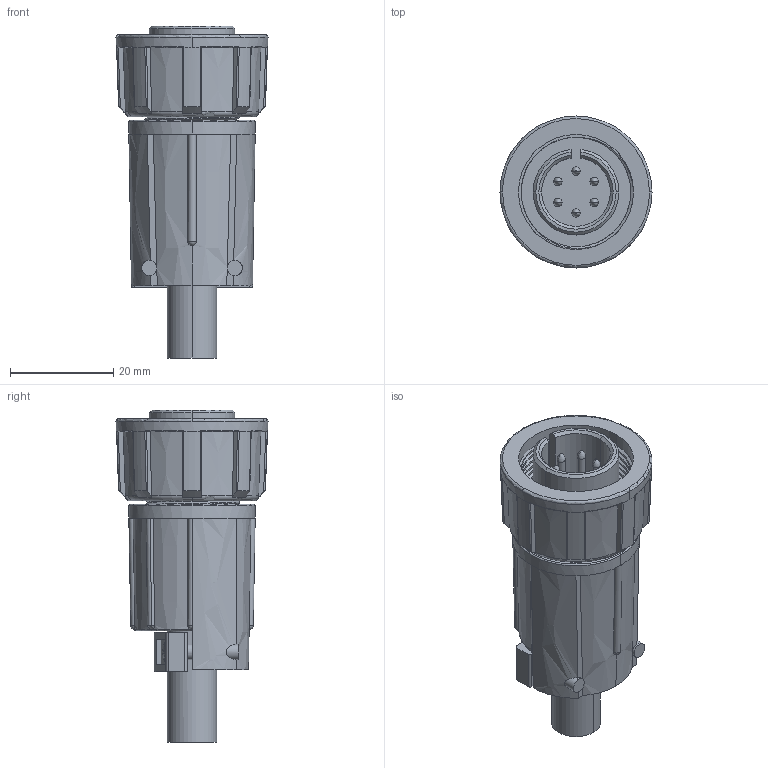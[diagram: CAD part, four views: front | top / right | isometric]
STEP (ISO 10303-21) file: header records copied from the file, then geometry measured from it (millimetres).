
FILE_DESCRIPTION (( 'STEP AP203' ), '1' );
FILE_NAME ('CXS3106A14S6P.STEP', '2018-05-30T16:12:08', ( '' ), ( '' ), 'SwSTEP 2.0', 'SolidWorks 2017', '' );
FILE_SCHEMA (( 'CONFIG_CONTROL_DESIGN' ));
Length unit declared in the file: inch
Products named in the file (1): CXS3106A14S6P
Bounding box: 29.46 x 29.46 x 64.34 mm (x, y, z)
Volume: 19342.2 mm3; surface area: 9859.3 mm2
Topology: 1 solids, 1 shells, 344 faces, 944 edges, 598 vertices
Faces by surface type: plane 120, cylinder 103, bspline 42, cone 39, torus 35, sphere 5
Entity records: 14947 total; most frequent: CARTESIAN_POINT 6793, ORIENTED_EDGE 1844, DIRECTION 1536, EDGE_CURVE 922, AXIS2_PLACEMENT_3D 625, VERTEX_POINT 597, EDGE_LOOP 365, ADVANCED_FACE 344
